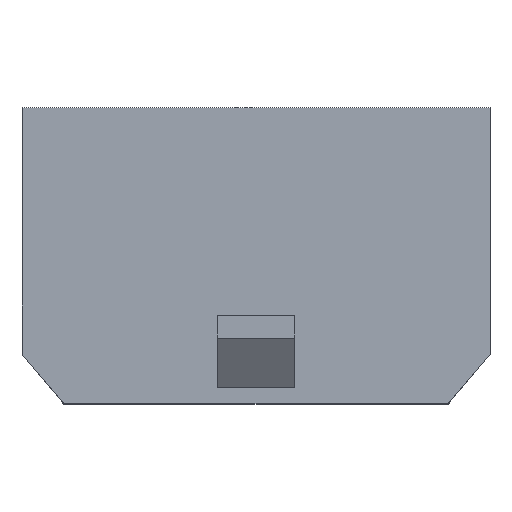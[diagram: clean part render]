
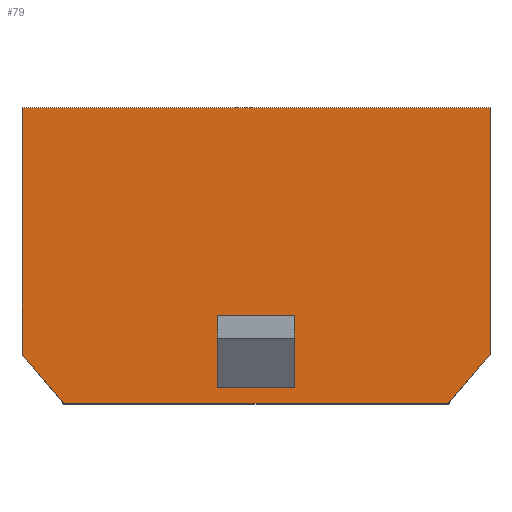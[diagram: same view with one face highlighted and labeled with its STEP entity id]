
A CAD part, top view. The second image highlights one B-rep face of the part: STEP entity #79.
In plain terms, the highlighted planar face has unit normal (0, 0, 1).
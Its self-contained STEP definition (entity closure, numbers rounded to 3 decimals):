
#41=FACE_BOUND('',#530,.T.);
#42=FACE_BOUND('',#531,.T.);
#79=ADVANCED_FACE('',(#41,#42),#236,.T.);
#236=PLANE('',#2484);
#530=EDGE_LOOP('',(#794,#795,#796,#797,#798,#799));
#531=EDGE_LOOP('',(#800,#801,#802,#803));
#794=ORIENTED_EDGE('',*,*,#1732,.F.);
#795=ORIENTED_EDGE('',*,*,#1738,.F.);
#796=ORIENTED_EDGE('',*,*,#1764,.T.);
#797=ORIENTED_EDGE('',*,*,#1765,.T.);
#798=ORIENTED_EDGE('',*,*,#1728,.F.);
#799=ORIENTED_EDGE('',*,*,#1759,.F.);
#800=ORIENTED_EDGE('',*,*,#1766,.T.);
#801=ORIENTED_EDGE('',*,*,#1767,.T.);
#802=ORIENTED_EDGE('',*,*,#1768,.F.);
#803=ORIENTED_EDGE('',*,*,#1769,.F.);
#1485=VERTEX_POINT('',#2899);
#1488=VERTEX_POINT('',#2903);
#1489=VERTEX_POINT('',#2907);
#1492=VERTEX_POINT('',#2911);
#1498=VERTEX_POINT('',#2920);
#1520=VERTEX_POINT('',#2945);
#1521=VERTEX_POINT('',#2946);
#1522=VERTEX_POINT('',#2947);
#1523=VERTEX_POINT('',#2948);
#1524=VERTEX_POINT('',#2949);
#1728=EDGE_CURVE('',#1488,#1485,#2090,.T.);
#1732=EDGE_CURVE('',#1492,#1489,#2094,.T.);
#1738=EDGE_CURVE('',#1498,#1492,#2099,.T.);
#1759=EDGE_CURVE('',#1489,#1488,#2120,.T.);
#1764=EDGE_CURVE('',#1498,#1520,#2123,.T.);
#1765=EDGE_CURVE('',#1520,#1485,#2124,.T.);
#1766=EDGE_CURVE('',#1521,#1522,#2125,.T.);
#1767=EDGE_CURVE('',#1522,#1523,#2126,.T.);
#1768=EDGE_CURVE('',#1524,#1523,#2127,.T.);
#1769=EDGE_CURVE('',#1521,#1524,#2128,.T.);
#2090=LINE('',#2904,#2400);
#2094=LINE('',#2912,#2402);
#2099=LINE('',#2920,#2389);
#2120=LINE('',#2941,#2421);
#2123=LINE('',#2920,#2421);
#2124=LINE('',#2945,#2389);
#2125=LINE('',#2946,#2385);
#2126=LINE('',#2947,#2422);
#2127=LINE('',#2949,#2385);
#2128=LINE('',#2946,#2422);
#2385=VECTOR('',#2621,1.);
#2389=VECTOR('',#2633,1.);
#2400=VECTOR('',#2643,1.);
#2402=VECTOR('',#2646,1.);
#2421=VECTOR('',#2666,1.);
#2422=VECTOR('',#2667,1.);
#2484=AXIS2_PLACEMENT_3D('',#2920,#2668,#2669);
#2621=DIRECTION('',(-1.,0.,0.));
#2633=DIRECTION('',(0.,-1.,0.));
#2643=DIRECTION('',(-0.643,0.766,0.));
#2646=DIRECTION('',(-0.643,-0.766,0.));
#2666=DIRECTION('',(-1.,0.,0.));
#2667=DIRECTION('',(0.,1.,0.));
#2668=DIRECTION('',(0.,0.,1.));
#2669=DIRECTION('',(1.,0.,0.));
#2899=CARTESIAN_POINT('',(-7.825,1.668,3.86));
#2903=CARTESIAN_POINT('',(-6.425,0.,3.86));
#2904=CARTESIAN_POINT('',(-6.425,0.,3.86));
#2907=CARTESIAN_POINT('',(6.425,0.,3.86));
#2911=CARTESIAN_POINT('',(7.825,1.668,3.86));
#2912=CARTESIAN_POINT('',(7.825,1.668,3.86));
#2920=CARTESIAN_POINT('',(7.825,9.9,3.86));
#2941=CARTESIAN_POINT('',(7.825,0.,3.86));
#2945=CARTESIAN_POINT('',(-7.825,9.9,3.86));
#2946=CARTESIAN_POINT('',(1.3,0.54,3.86));
#2947=CARTESIAN_POINT('',(-1.3,0.54,3.86));
#2948=CARTESIAN_POINT('',(-1.3,2.95,3.86));
#2949=CARTESIAN_POINT('',(1.3,2.95,3.86));
